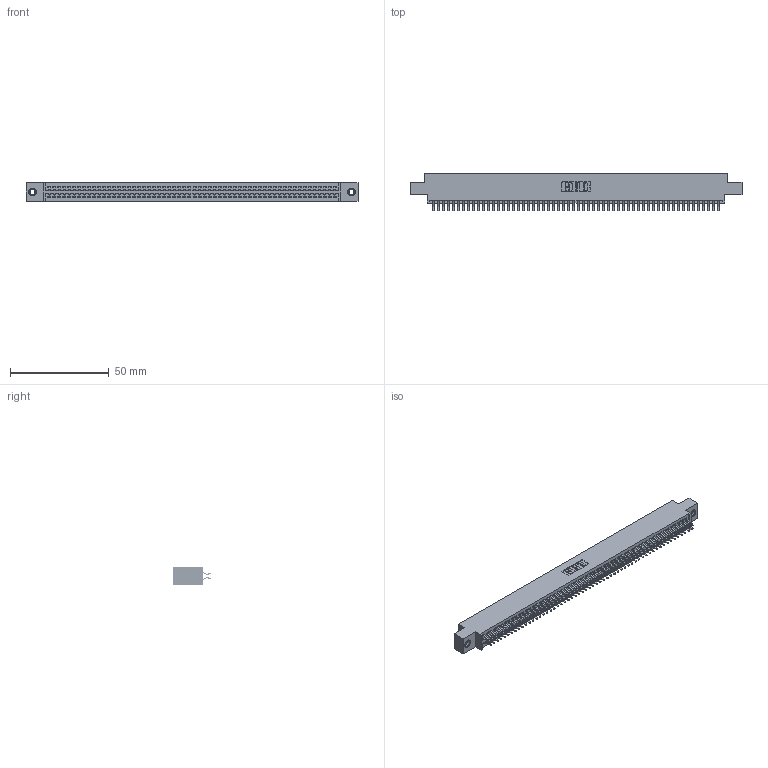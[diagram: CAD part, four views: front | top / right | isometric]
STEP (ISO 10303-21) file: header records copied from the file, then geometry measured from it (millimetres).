
FILE_DESCRIPTION (( 'STEP AP203' ), '1' );
FILE_NAME ('345-116-556-807.STEP', '2019-11-05T16:51:14', ( '' ), ( '' ), 'SwSTEP 2.0', 'SolidWorks 2016', '' );
FILE_SCHEMA (( 'CONFIG_CONTROL_DESIGN' ));
Length unit declared in the file: inch
Products named in the file (4): 345-116-556-807; 345-250-001_345-250-005-103; 345 Part_0.170 Offset - 0.156 Dia-TI; 345-292-001_556 Tail
Assembly tree (119 placements, depth 2):
  345-116-556-807
    345 Part_0.170 Offset - 0.156 Dia-TI
    345-292-001_556 Tail  x116
    345-250-001_345-250-005-103  x2
Bounding box: 168.53 x 19.24 x 9.4 mm (x, y, z)
Volume: 16388.1 mm3; surface area: 24604.1 mm2
Topology: 119 solids, 119 shells, 6686 faces, 19861 edges, 13078 vertices
Faces by surface type: plane 4408, cylinder 2262, cone 12, torus 4
Entity records: 44892 total; most frequent: CARTESIAN_POINT 7507, ORIENTED_EDGE 7422, DIRECTION 6613, EDGE_CURVE 3711, VECTOR 3319, LINE 3319, VERTEX_POINT 2468, AXIS2_PLACEMENT_3D 1647
